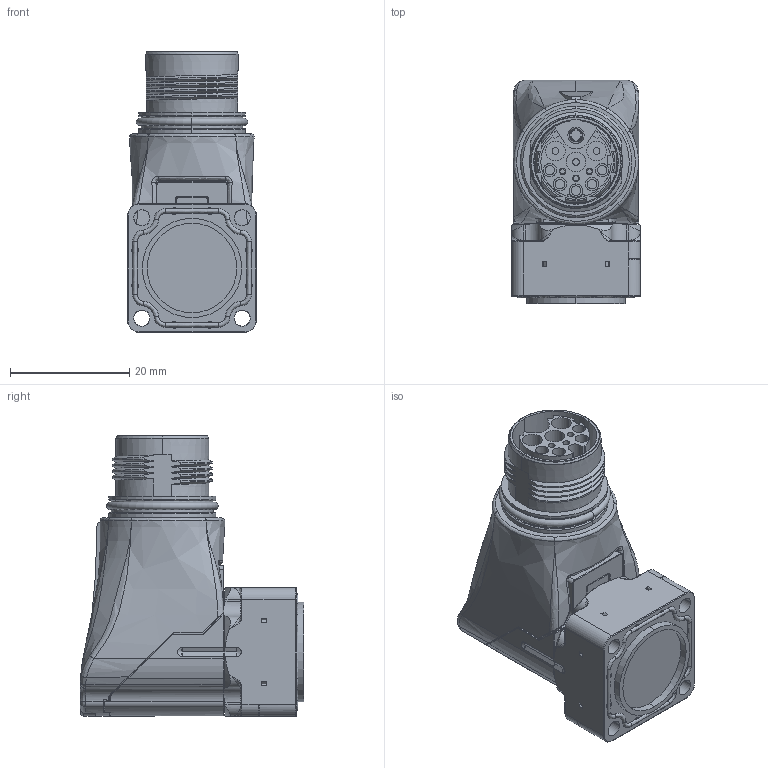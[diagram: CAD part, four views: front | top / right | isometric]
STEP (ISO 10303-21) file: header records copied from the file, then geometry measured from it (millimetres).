
FILE_DESCRIPTION((''),'2;1');
FILE_NAME('ST-8EP1N8AAD00S','2015-02-26T',('skraut'),(''),'PRO/ENGINEER BY PARAMETRIC TECHNOLOGY CORPORATION, 2013230','PRO/ENGINEER BY PARAMETRIC TECHNOLOGY CORPORATION, 2013230','');
FILE_SCHEMA(('AUTOMOTIVE_DESIGN { 1 0 10303 214 1 1 1 1 }'));
Products named in the file (1): ST-8EP1N8AAD00S
Bounding box: 21.6 x 37.45 x 47.1 mm (x, y, z)
Volume: 20374.7 mm3; surface area: 7780.9 mm2
Topology: 1 solids, 1 shells, 953 faces, 2485 edges, 1553 vertices
Faces by surface type: plane 316, cylinder 284, bspline 203, torus 84, cone 29, sphere 16, revolution 12, extrusion 9
Entity records: 42758 total; most frequent: CARTESIAN_POINT 20484, ORIENTED_EDGE 4962, DIRECTION 4217, EDGE_CURVE 2481, AXIS2_PLACEMENT_3D 1592, VERTEX_POINT 1553, VECTOR 1021, LINE 1012
